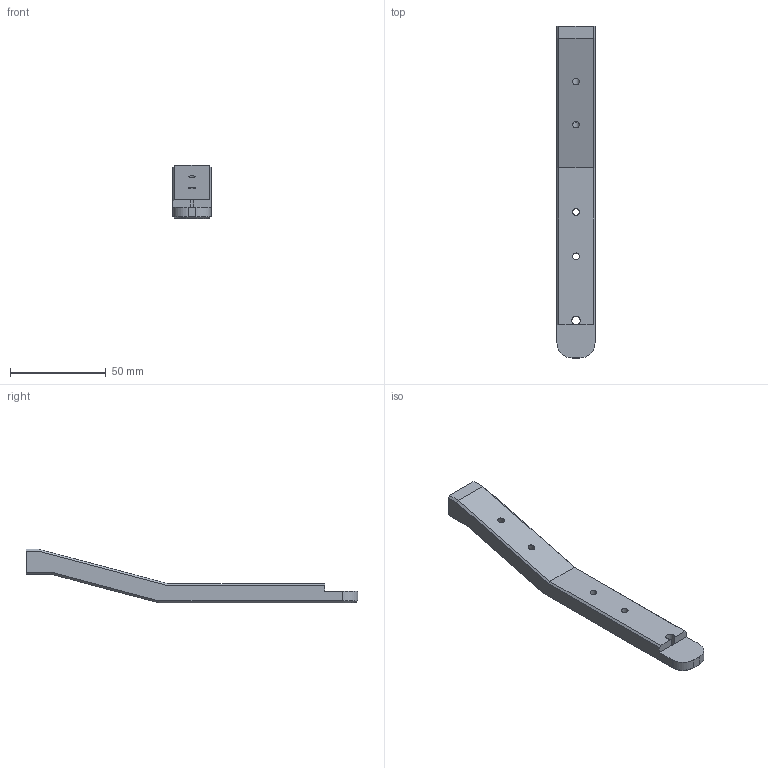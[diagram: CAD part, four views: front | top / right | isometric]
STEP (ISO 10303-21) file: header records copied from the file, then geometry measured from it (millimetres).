
FILE_DESCRIPTION(('FreeCAD Model'),'2;1');
FILE_NAME('Open CASCADE Shape Model','2025-10-26T17:11:01',(''),(''), 'Open CASCADE STEP processor 7.6','FreeCAD','Unknown');
FILE_SCHEMA(('AUTOMOTIVE_DESIGN { 1 0 10303 214 1 1 1 1 }'));
Length unit declared in the file: millimetre
Products named in the file (1): BitsBoxHolder
Bounding box: 20 x 173.69 x 28 mm (x, y, z)
Volume: 34338.2 mm3; surface area: 11131.9 mm2
Topology: 1 solids, 1 shells, 37 faces, 93 edges, 58 vertices
Faces by surface type: plane 27, cylinder 8, cone 2
Full cylindrical faces by diameter (mm): 3.5 x5, 4.5 x1
Entity records: 2369 total; most frequent: CARTESIAN_POINT 429, DIRECTION 366, LINE 241, VECTOR 241, ORIENTED_EDGE 186, PCURVE 186, DEFINITIONAL_REPRESENTATION 186, EDGE_CURVE 93
